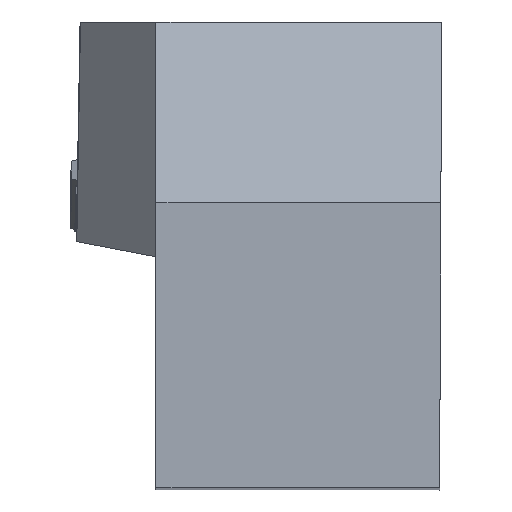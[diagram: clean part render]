
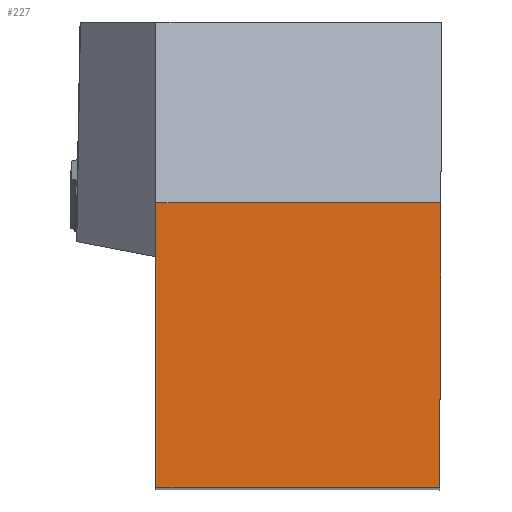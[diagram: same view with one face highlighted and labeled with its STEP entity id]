
A CAD part, top view. The second image highlights one B-rep face of the part: STEP entity #227.
In plain terms, the highlighted planar face has unit normal (0, 0, 1).
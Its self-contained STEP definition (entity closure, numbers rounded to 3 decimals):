
#160=PLANE('',#1557);
#227=ADVANCED_FACE('BLANK_BOXF006',(#309),#160,.F.);
#309=FACE_OUTER_BOUND('',#382,.T.);
#382=EDGE_LOOP('',(#731,#732,#733,#734));
#731=ORIENTED_EDGE('',*,*,#1085,.T.);
#732=ORIENTED_EDGE('',*,*,#1086,.T.);
#733=ORIENTED_EDGE('',*,*,#1080,.T.);
#734=ORIENTED_EDGE('',*,*,#1087,.T.);
#905=VERTEX_POINT('',#2476);
#906=VERTEX_POINT('',#2478);
#909=VERTEX_POINT('',#2488);
#910=VERTEX_POINT('',#2489);
#1080=EDGE_CURVE('',#906,#905,#1226,.T.);
#1085=EDGE_CURVE('',#909,#910,#1230,.T.);
#1086=EDGE_CURVE('',#910,#906,#1231,.T.);
#1087=EDGE_CURVE('',#905,#909,#1232,.T.);
#1226=LINE('',#2477,#1370);
#1230=LINE('',#2487,#1374);
#1231=LINE('',#2490,#1375);
#1232=LINE('',#2491,#1376);
#1370=VECTOR('',#1894,1.);
#1374=VECTOR('',#1904,1.);
#1375=VECTOR('',#1905,1.);
#1376=VECTOR('',#1906,1.);
#1557=AXIS2_PLACEMENT_3D('',#2492,#1907,#1908);
#1894=DIRECTION('',(0.004,1.,0.));
#1904=DIRECTION('',(0.,-1.,0.));
#1905=DIRECTION('',(1.,0.,0.));
#1906=DIRECTION('',(-1.,0.,0.));
#1907=DIRECTION('',(0.,0.,-1.));
#1908=DIRECTION('',(0.,1.,0.));
#2476=CARTESIAN_POINT('',(0.,24.875,0.));
#2477=CARTESIAN_POINT('',(-0.769,-151.349,0.));
#2478=CARTESIAN_POINT('',(-0.109,0.,0.));
#2487=CARTESIAN_POINT('',(-24.875,151.35,0.));
#2488=CARTESIAN_POINT('',(-24.875,24.875,0.));
#2489=CARTESIAN_POINT('',(-24.875,0.,0.));
#2490=CARTESIAN_POINT('',(-151.35,0.,0.));
#2491=CARTESIAN_POINT('',(151.35,24.875,0.));
#2492=CARTESIAN_POINT('',(-57.225,40.875,0.));
